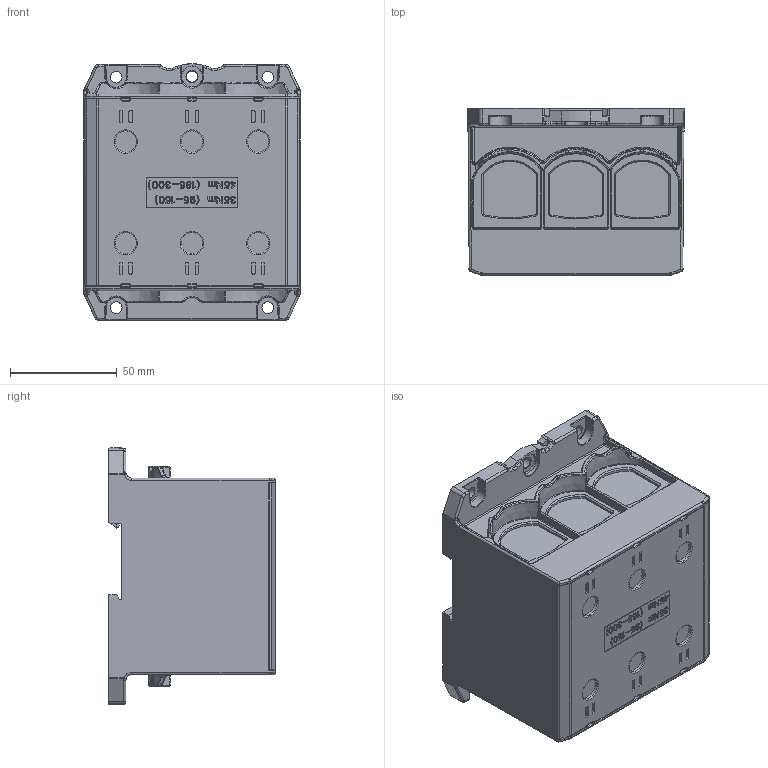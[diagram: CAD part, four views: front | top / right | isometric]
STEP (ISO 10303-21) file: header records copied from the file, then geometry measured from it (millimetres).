
FILE_DESCRIPTION(('Creo Elements/Direct Modeling STEP Export'),'2;1');
FILE_NAME('VC05-0381_OTL_3x300_Grey.stp','2023-03-17T13:02:14',(''),(''),'Creo Elements/Direct Modeling STEP processor for AP214 (Solid Model)','Creo Elements/Direct Modeling 20.1D 10-Oct-2020 (C) Parametric Technology GmbH','');
FILE_SCHEMA(('AUTOMOTIVE_DESIGN { 1 0 10303 214 1 1 1 1 }'));
Products named in the file (2): Kotelo_OTL3x300
Assembly tree (1 placements, depth 2):
  Kotelo_OTL3x300
    Kotelo_OTL3x300
Bounding box: 101.31 x 78 x 120.23 mm (x, y, z)
Volume: 679507.9 mm3; surface area: 64270.7 mm2
Topology: 1 solids, 1 shells, 2126 faces, 5705 edges, 3628 vertices
Faces by surface type: plane 1328, bspline 387, cylinder 320, cone 70, torus 18, sphere 3
Entity records: 93531 total; most frequent: CARTESIAN_POINT 44697, ORIENTED_EDGE 11396, DIRECTION 8296, EDGE_CURVE 5698, VECTOR 4136, LINE 4136, VERTEX_POINT 3628, EDGE_LOOP 2194
